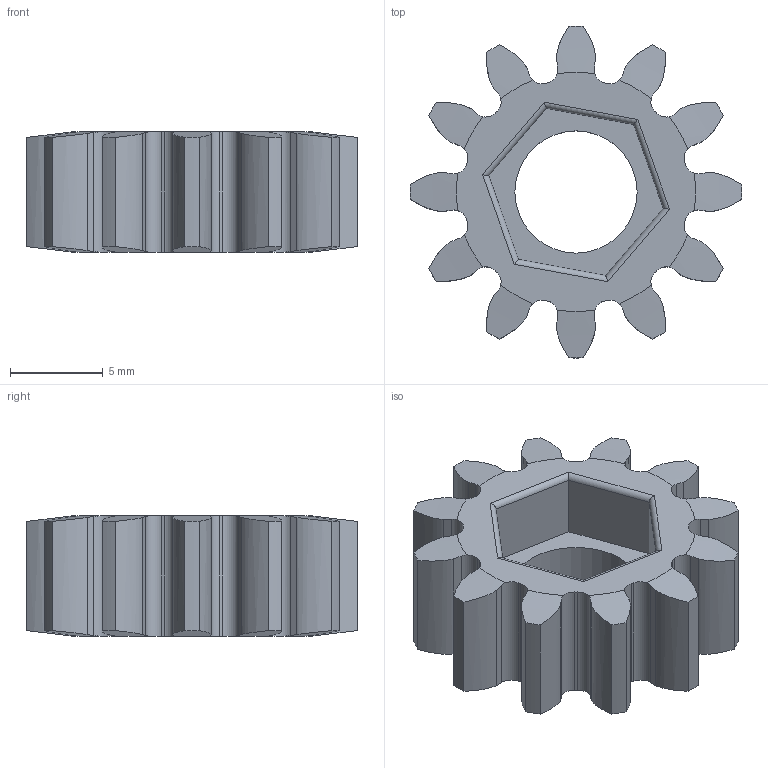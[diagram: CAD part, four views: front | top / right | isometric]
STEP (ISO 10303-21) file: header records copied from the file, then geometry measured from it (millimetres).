
FILE_DESCRIPTION(/* description */ (''),/* implementation_level */ '2;1');
FILE_NAME(/* name */ 'Pignon treuil v1.step',/* time_stamp */ '2022-08-22T09:12:46+02:00',/* author */ (''),/* organization */ (''),/* preprocessor_version */ 'ST-DEVELOPER v19',/* originating_system */ 'Autodesk Translation Framework v11.7.0.108',/* authorisation */ '');
FILE_SCHEMA (('AUTOMOTIVE_DESIGN { 1 0 10303 214 3 1 1 }'));
Length unit declared in the file: millimetre
Products named in the file (2): Pignon treuil; Spur Gear (12 teeth)
Assembly tree (1 placements, depth 2):
  Pignon treuil
    Spur Gear (12 teeth)
Bounding box: 17.92 x 17.92 x 6.5 mm (x, y, z)
Volume: 835.3 mm3; surface area: 1037 mm2
Topology: 1 solids, 1 shells, 136 faces, 393 edges, 260 vertices
Faces by surface type: cylinder 55, plane 33, cone 24, bspline 24
Full cylindrical faces by diameter (mm): 6.6 x1
Entity records: 11178 total; most frequent: CARTESIAN_POINT 7704, ORIENTED_EDGE 786, DIRECTION 655, EDGE_CURVE 393, VERTEX_POINT 260, AXIS2_PLACEMENT_3D 243, LINE 169, VECTOR 169
